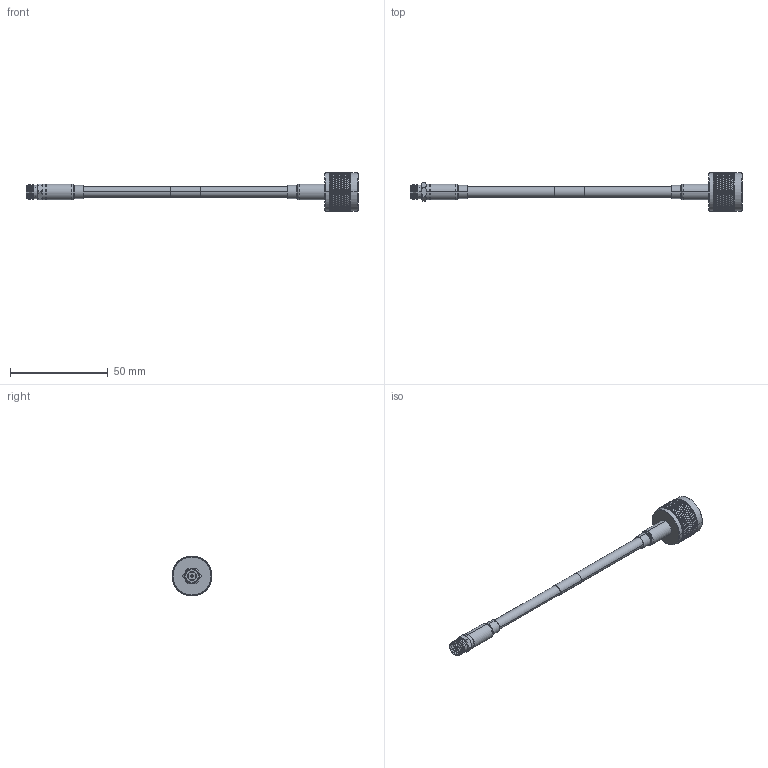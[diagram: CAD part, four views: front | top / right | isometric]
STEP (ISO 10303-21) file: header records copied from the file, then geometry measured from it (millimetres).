
FILE_DESCRIPTION (( 'STEP AP203' ), '1' );
FILE_NAME ('FMCA2741.STEP', '2022-03-09T18:43:52', ( '' ), ( '' ), 'SwSTEP 2.0', 'SolidWorks 2021', '' );
FILE_SCHEMA (( 'CONFIG_CONTROL_DESIGN' ));
Products named in the file (8): RG223_with label; FMCA2741; PE4412-MA1; PE4412-MA2; CA-240-MA1_.75" Long; FMCN1747___; PE4412-MA3; SC4263_SC 4263 -RG223
Assembly tree (8 placements, depth 3):
  FMCA2741
    RG223_with label
    CA-240-MA1_.75" Long  x2
    FMCN1747___
      PE4412-MA1
      PE4412-MA2
      PE4412-MA3
    SC4263_SC 4263 -RG223
Bounding box: 169.46 x 20.32 x 20.32 mm (x, y, z)
Volume: 7487.1 mm3; surface area: 9551.8 mm2
Topology: 9 solids, 9 shells, 2905 faces, 6238 edges, 3362 vertices
Faces by surface type: bspline 2115, cylinder 617, plane 79, cone 76, torus 18
Entity records: 110277 total; most frequent: CARTESIAN_POINT 71091, ORIENTED_EDGE 12380, EDGE_CURVE 6190, VERTEX_POINT 3338, EDGE_LOOP 2910, ADVANCED_FACE 2883, FACE_OUTER_BOUND 2883, DIRECTION 2611
